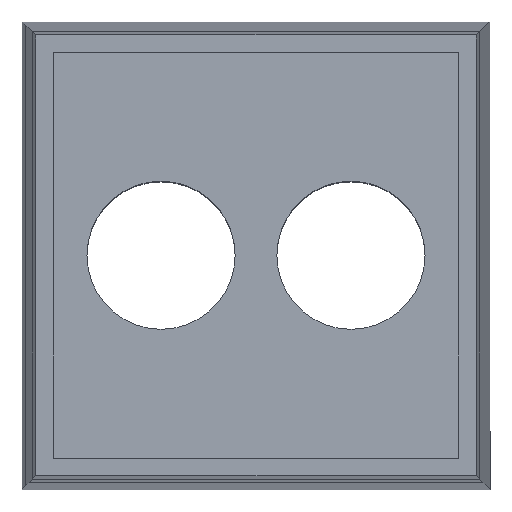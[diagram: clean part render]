
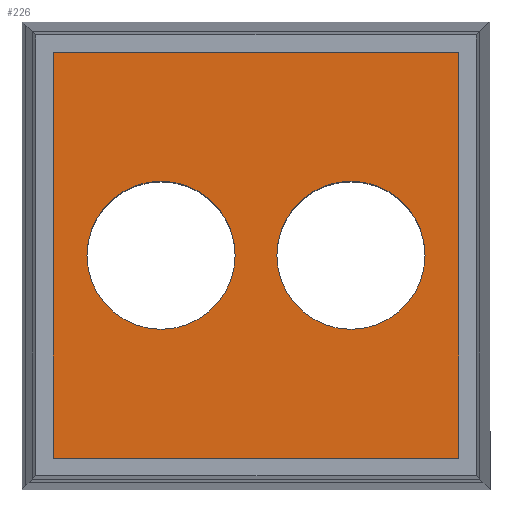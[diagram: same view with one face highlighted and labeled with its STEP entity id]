
A CAD part, top view. The second image highlights one B-rep face of the part: STEP entity #226.
In plain terms, the highlighted planar face has unit normal (0, 0, 1).
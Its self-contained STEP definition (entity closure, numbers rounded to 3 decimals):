
#226=ADVANCED_FACE('',(#463,#464,#465),#287,.T.);
#287=PLANE('',#1083);
#324=LINE('',#1362,#388);
#325=LINE('',#1365,#389);
#326=LINE('',#1367,#390);
#327=LINE('',#1369,#391);
#388=VECTOR('',#1152,1.);
#389=VECTOR('',#1153,1.);
#390=VECTOR('',#1154,1.);
#391=VECTOR('',#1155,1.);
#463=FACE_BOUND('',#507,.T.);
#464=FACE_BOUND('',#508,.T.);
#465=FACE_BOUND('',#509,.T.);
#507=EDGE_LOOP('',(#593));
#508=EDGE_LOOP('',(#594,#595,#596,#597));
#509=EDGE_LOOP('',(#598));
#593=ORIENTED_EDGE('',*,*,#936,.T.);
#594=ORIENTED_EDGE('',*,*,#937,.T.);
#595=ORIENTED_EDGE('',*,*,#938,.T.);
#596=ORIENTED_EDGE('',*,*,#939,.F.);
#597=ORIENTED_EDGE('',*,*,#940,.F.);
#598=ORIENTED_EDGE('',*,*,#941,.T.);
#847=VERTEX_POINT('',#1361);
#848=VERTEX_POINT('',#1363);
#849=VERTEX_POINT('',#1364);
#850=VERTEX_POINT('',#1366);
#851=VERTEX_POINT('',#1368);
#852=VERTEX_POINT('',#1371);
#936=EDGE_CURVE('',#847,#847,#1063,.T.);
#937=EDGE_CURVE('',#848,#849,#324,.T.);
#938=EDGE_CURVE('',#849,#850,#325,.T.);
#939=EDGE_CURVE('',#851,#850,#326,.T.);
#940=EDGE_CURVE('',#848,#851,#327,.T.);
#941=EDGE_CURVE('',#852,#852,#1064,.T.);
#1063=CIRCLE('',#1081,3.12);
#1064=CIRCLE('',#1082,3.12);
#1081=AXIS2_PLACEMENT_3D('',#1360,#1150,#1151);
#1082=AXIS2_PLACEMENT_3D('',#1370,#1156,#1157);
#1083=AXIS2_PLACEMENT_3D('',#1372,#1158,#1159);
#1150=DIRECTION('',(0.,0.,-1.));
#1151=DIRECTION('',(-1.,0.,0.));
#1152=DIRECTION('',(-1.,0.,0.));
#1153=DIRECTION('',(0.,-1.,0.));
#1154=DIRECTION('',(-1.,0.,0.));
#1155=DIRECTION('',(0.,-1.,0.));
#1156=DIRECTION('',(0.,0.,-1.));
#1157=DIRECTION('',(-1.,0.,0.));
#1158=DIRECTION('',(0.,0.,1.));
#1159=DIRECTION('',(-1.,0.,0.));
#1360=CARTESIAN_POINT('',(-4.,0.,17.5));
#1361=CARTESIAN_POINT('',(-7.12,0.,17.5));
#1362=CARTESIAN_POINT('',(11.,8.55,17.5));
#1363=CARTESIAN_POINT('',(8.55,8.55,17.5));
#1364=CARTESIAN_POINT('',(-8.55,8.55,17.5));
#1365=CARTESIAN_POINT('',(-8.55,11.,17.5));
#1366=CARTESIAN_POINT('',(-8.55,-8.55,17.5));
#1367=CARTESIAN_POINT('',(11.,-8.55,17.5));
#1368=CARTESIAN_POINT('',(8.55,-8.55,17.5));
#1369=CARTESIAN_POINT('',(8.55,11.,17.5));
#1370=CARTESIAN_POINT('',(4.,0.,17.5));
#1371=CARTESIAN_POINT('',(0.88,0.,17.5));
#1372=CARTESIAN_POINT('',(8.75,11.,17.5));
